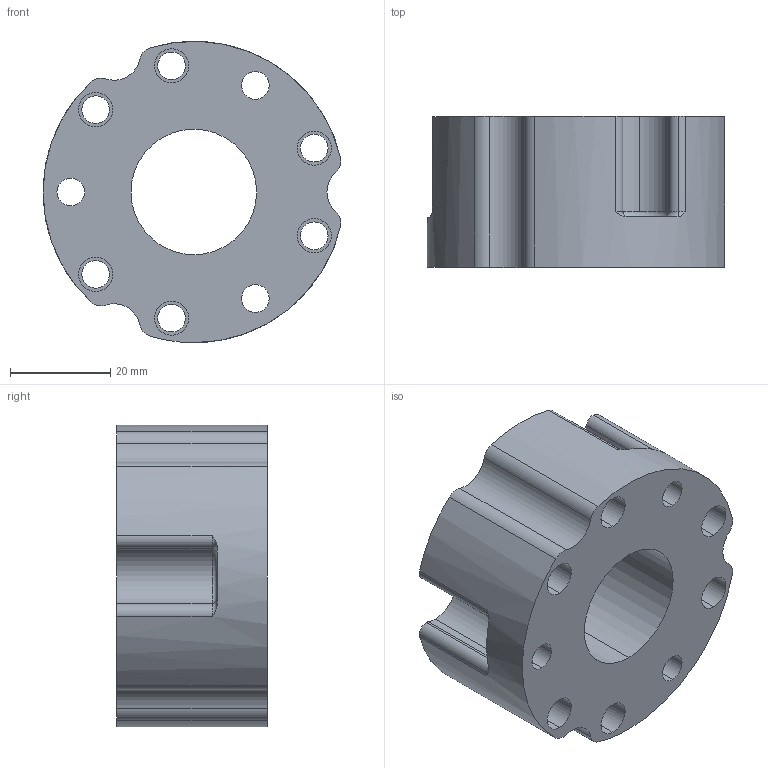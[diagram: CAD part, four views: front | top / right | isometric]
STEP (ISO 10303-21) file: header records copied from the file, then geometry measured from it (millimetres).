
FILE_DESCRIPTION (( 'STEP AP214' ), '1' );
FILE_NAME ('Hoverboard Motor Stator Clamp 1.STEP', '2025-04-06T20:34:55', ( '' ), ( '' ), 'SwSTEP 2.0', 'SolidWorks 2022', '' );
FILE_SCHEMA (( 'AUTOMOTIVE_DESIGN' ));
Length unit declared in the file: millimetre
Products named in the file (1): Hoverboard Motor Stator Clamp 1
Bounding box: 59.27 x 30 x 59.99 mm (x, y, z)
Volume: 49868.1 mm3; surface area: 17302.2 mm2
Topology: 1 solids, 1 shells, 89 faces, 230 edges, 150 vertices
Faces by surface type: cylinder 63, torus 14, plane 12
Entity records: 2906 total; most frequent: DIRECTION 560, CARTESIAN_POINT 515, ORIENTED_EDGE 460, AXIS2_PLACEMENT_3D 247, EDGE_CURVE 230, CIRCLE 157, VERTEX_POINT 150, EDGE_LOOP 116
